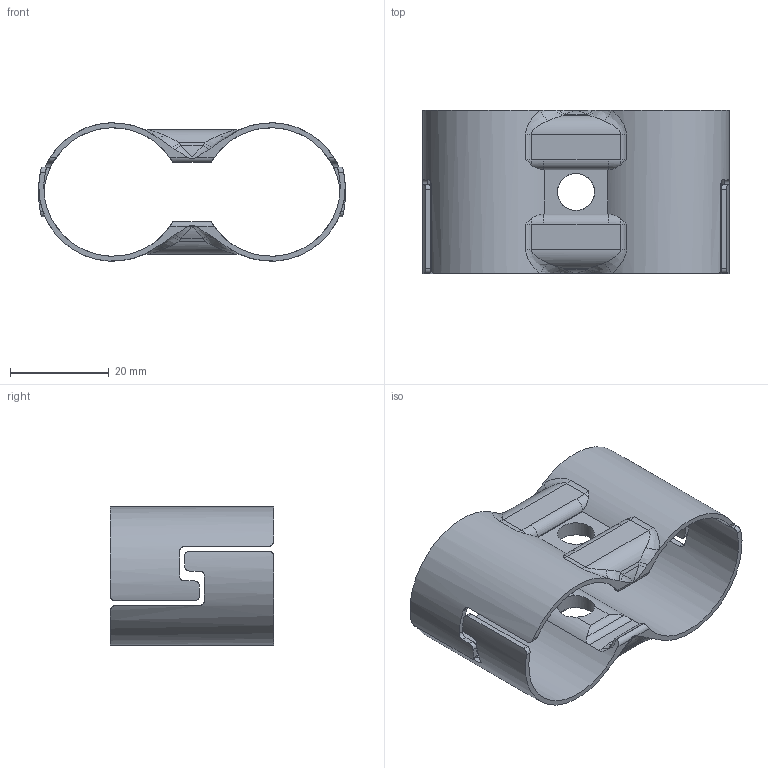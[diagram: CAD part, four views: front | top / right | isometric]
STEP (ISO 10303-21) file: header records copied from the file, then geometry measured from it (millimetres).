
FILE_DESCRIPTION((''),'2;1');
FILE_NAME('86109- poprawione.stp','2020-08-21T15:33:17',('arma02'),(''),'Autodesk Inventor 2013','Autodesk Inventor 2013','');
FILE_SCHEMA(('AUTOMOTIVE_DESIGN { 1 0 10303 214 1 1 1 1 }'));
Length unit declared in the file: millimetre
Products named in the file (2): 86109
Assembly tree (2 placements, depth 2):
  86109
    86109  x2
Bounding box: 62 x 33 x 27.98 mm (x, y, z)
Volume: 7042.8 mm3; surface area: 10721.6 mm2
Topology: 2 solids, 2 shells, 218 faces, 572 edges, 356 vertices
Faces by surface type: cylinder 90, bspline 60, plane 48, torus 16, sphere 4
Full cylindrical faces by diameter (mm): 7.5 x2
Entity records: 4311 total; most frequent: CARTESIAN_POINT 1864, ORIENTED_EDGE 568, DIRECTION 395, EDGE_CURVE 284, VERTEX_POINT 177, AXIS2_PLACEMENT_3D 148, B_SPLINE_CURVE_WITH_KNOTS 120, EDGE_LOOP 111
